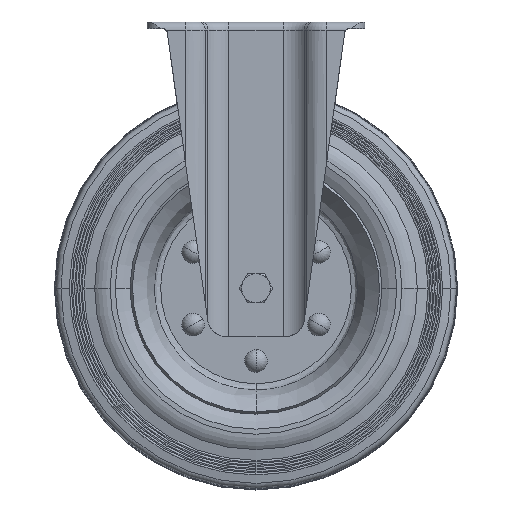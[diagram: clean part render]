
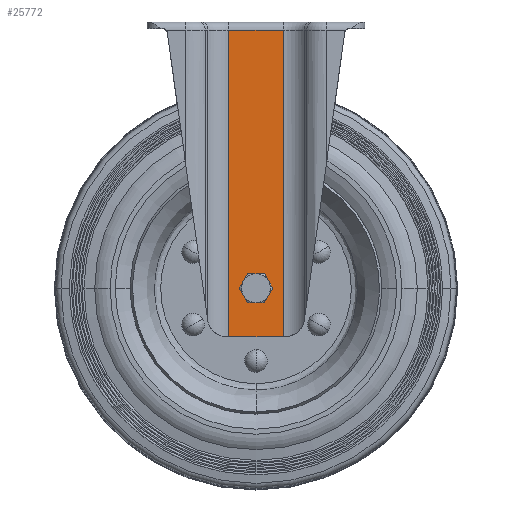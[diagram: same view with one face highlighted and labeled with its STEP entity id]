
A CAD part, top view. The second image highlights one B-rep face of the part: STEP entity #25772.
In plain terms, the highlighted planar face has unit normal (0, 0, 1).
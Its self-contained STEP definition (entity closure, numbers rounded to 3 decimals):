
#919 = ORIENTED_EDGE ( 'NONE', *, *, #10273, .F. ) ;
#2140 = CARTESIAN_POINT ( 'NONE',  ( -25., -195., 42.5 ) ) ;
#2287 = DIRECTION ( 'NONE',  ( 1., 0., 0. ) ) ;
#3263 = VERTEX_POINT ( 'NONE', #21875 ) ;
#3543 = ORIENTED_EDGE ( 'NONE', *, *, #15947, .T. ) ;
#4479 = FACE_OUTER_BOUND ( 'NONE', #30198, .T. ) ;
#4594 = DIRECTION ( 'NONE',  ( 1., 0., 0. ) ) ;
#6531 = CARTESIAN_POINT ( 'NONE',  ( 17.023, -195., 42.5 ) ) ;
#7113 = ORIENTED_EDGE ( 'NONE', *, *, #29846, .T. ) ;
#7928 = VECTOR ( 'NONE', #17693, 1000. ) ;
#8745 = CARTESIAN_POINT ( 'NONE',  ( -6.25, -165., 42.5 ) ) ;
#9263 = AXIS2_PLACEMENT_3D ( 'NONE', #31418, #16987, #2287 ) ;
#9430 = DIRECTION ( 'NONE',  ( 0., 1., 0. ) ) ;
#9527 = DIRECTION ( 'NONE',  ( 0., 0., 1. ) ) ;
#9636 = AXIS2_PLACEMENT_3D ( 'NONE', #2140, #19257, #4594 ) ;
#10273 = EDGE_CURVE ( 'NONE', #11116, #3263, #14859, .T. ) ;
#10944 = LINE ( 'NONE', #23840, #23916 ) ;
#11116 = VERTEX_POINT ( 'NONE', #8745 ) ;
#11246 = CARTESIAN_POINT ( 'NONE',  ( -25., -5., 42.5 ) ) ;
#13460 = VERTEX_POINT ( 'NONE', #25829 ) ;
#13924 = ORIENTED_EDGE ( 'NONE', *, *, #28178, .T. ) ;
#14054 = LINE ( 'NONE', #27235, #26963 ) ;
#14859 = CIRCLE ( 'NONE', #20177, 6.25 ) ;
#15233 = CARTESIAN_POINT ( 'NONE',  ( -25., -195., 42.5 ) ) ;
#15947 = EDGE_CURVE ( 'NONE', #23530, #13460, #14054, .T. ) ;
#16987 = DIRECTION ( 'NONE',  ( 0., 0., 1. ) ) ;
#17602 = CIRCLE ( 'NONE', #9263, 6.25 ) ;
#17693 = DIRECTION ( 'NONE',  ( 1., 0., 0. ) ) ;
#18349 = VECTOR ( 'NONE', #30754, 1000. ) ;
#18949 = ORIENTED_EDGE ( 'NONE', *, *, #27176, .F. ) ;
#19062 = LINE ( 'NONE', #11246, #18349 ) ;
#19257 = DIRECTION ( 'NONE',  ( 0., 0., 1. ) ) ;
#19967 = VERTEX_POINT ( 'NONE', #6531 ) ;
#20177 = AXIS2_PLACEMENT_3D ( 'NONE', #24149, #9527, #26560 ) ;
#20601 = VERTEX_POINT ( 'NONE', #28984 ) ;
#21024 = EDGE_CURVE ( 'NONE', #20601, #23530, #19062, .T. ) ;
#21875 = CARTESIAN_POINT ( 'NONE',  ( 6.25, -165., 42.5 ) ) ;
#22593 = CARTESIAN_POINT ( 'NONE',  ( -17.023, -5., 42.5 ) ) ;
#23268 = EDGE_LOOP ( 'NONE', ( #18949, #919 ) ) ;
#23530 = VERTEX_POINT ( 'NONE', #22593 ) ;
#23840 = CARTESIAN_POINT ( 'NONE',  ( 17.023, 0., 42.5 ) ) ;
#23916 = VECTOR ( 'NONE', #9430, 1000. ) ;
#24017 = PLANE ( 'NONE',  #9636 ) ;
#24149 = CARTESIAN_POINT ( 'NONE',  ( 0., -165., 42.5 ) ) ;
#25024 = DIRECTION ( 'NONE',  ( 0., -1., 0. ) ) ;
#25772 = ADVANCED_FACE ( 'NONE', ( #30371, #4479 ), #24017, .T. ) ;
#25829 = CARTESIAN_POINT ( 'NONE',  ( -17.023, -195., 42.5 ) ) ;
#26560 = DIRECTION ( 'NONE',  ( 1., 0., 0. ) ) ;
#26963 = VECTOR ( 'NONE', #25024, 1000. ) ;
#27176 = EDGE_CURVE ( 'NONE', #3263, #11116, #17602, .T. ) ;
#27235 = CARTESIAN_POINT ( 'NONE',  ( -17.023, -195., 42.5 ) ) ;
#27353 = LINE ( 'NONE', #15233, #7928 ) ;
#27848 = ORIENTED_EDGE ( 'NONE', *, *, #21024, .T. ) ;
#28178 = EDGE_CURVE ( 'NONE', #13460, #19967, #27353, .T. ) ;
#28984 = CARTESIAN_POINT ( 'NONE',  ( 17.023, -5., 42.5 ) ) ;
#29846 = EDGE_CURVE ( 'NONE', #19967, #20601, #10944, .T. ) ;
#30198 = EDGE_LOOP ( 'NONE', ( #7113, #27848, #3543, #13924 ) ) ;
#30371 = FACE_BOUND ( 'NONE', #23268, .T. ) ;
#30754 = DIRECTION ( 'NONE',  ( -1., 0., 0. ) ) ;
#31418 = CARTESIAN_POINT ( 'NONE',  ( 0., -165., 42.5 ) ) ;
